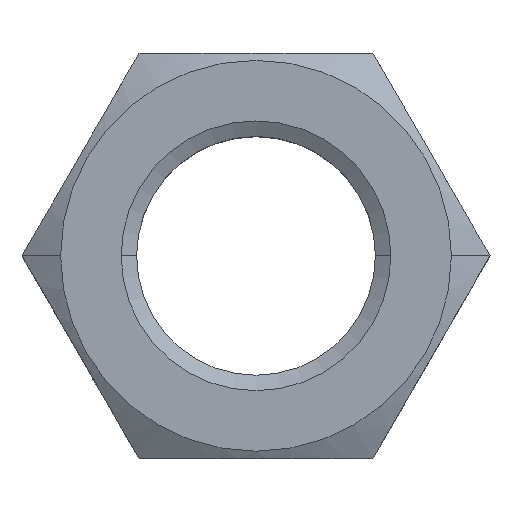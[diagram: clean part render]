
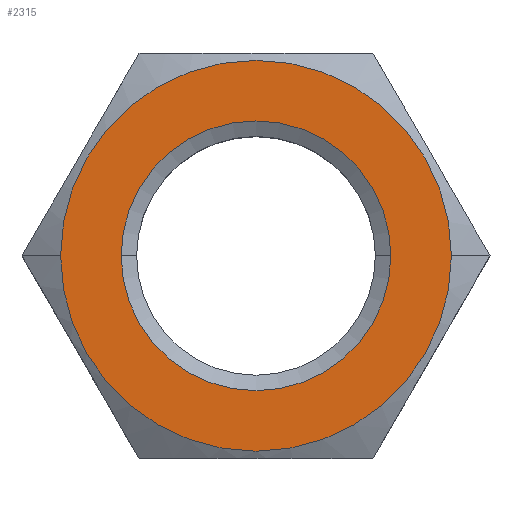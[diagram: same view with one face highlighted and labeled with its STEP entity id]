
A CAD part, top view. The second image highlights one B-rep face of the part: STEP entity #2315.
In plain terms, the highlighted planar face has unit normal (0, 0, 1).
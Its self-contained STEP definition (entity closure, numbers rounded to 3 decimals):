
#30 = ORIENTED_EDGE ( 'NONE', *, *, #1085, .F. ) ;
#66 = DIRECTION ( 'NONE',  ( -1., 0., 0. ) ) ;
#181 = CIRCLE ( 'NONE', #1613, 6.988 ) ;
#396 = DIRECTION ( 'NONE',  ( 1., 0., 0. ) ) ;
#500 = DIRECTION ( 'NONE',  ( 0., 0., -1. ) ) ;
#659 = VERTEX_POINT ( 'NONE', #930 ) ;
#723 = ORIENTED_EDGE ( 'NONE', *, *, #1525, .F. ) ;
#930 = CARTESIAN_POINT ( 'NONE',  ( -6.988, 0., 0. ) ) ;
#931 = AXIS2_PLACEMENT_3D ( 'NONE', #1842, #1053, #396 ) ;
#953 = ORIENTED_EDGE ( 'NONE', *, *, #1836, .T. ) ;
#1021 = DIRECTION ( 'NONE',  ( 0., 0., -1. ) ) ;
#1031 = CARTESIAN_POINT ( 'NONE',  ( -10.125, 0., 0. ) ) ;
#1053 = DIRECTION ( 'NONE',  ( 0., 0., 1. ) ) ;
#1068 = DIRECTION ( 'NONE',  ( 1., 0., 0. ) ) ;
#1085 = EDGE_CURVE ( 'NONE', #1730, #1990, #1830, .T. ) ;
#1131 = CARTESIAN_POINT ( 'NONE',  ( 0., 0., 0. ) ) ;
#1135 = EDGE_LOOP ( 'NONE', ( #723, #30 ) ) ;
#1175 = AXIS2_PLACEMENT_3D ( 'NONE', #1131, #1305, #66 ) ;
#1177 = EDGE_LOOP ( 'NONE', ( #1198, #953 ) ) ;
#1198 = ORIENTED_EDGE ( 'NONE', *, *, #2165, .T. ) ;
#1247 = AXIS2_PLACEMENT_3D ( 'NONE', #1414, #1472, #1874 ) ;
#1305 = DIRECTION ( 'NONE',  ( 0., 0., -1. ) ) ;
#1414 = CARTESIAN_POINT ( 'NONE',  ( 0., 0., 0. ) ) ;
#1472 = DIRECTION ( 'NONE',  ( 0., 0., -1. ) ) ;
#1525 = EDGE_CURVE ( 'NONE', #1990, #1730, #1607, .T. ) ;
#1581 = CARTESIAN_POINT ( 'NONE',  ( 0., 0., 0. ) ) ;
#1607 = CIRCLE ( 'NONE', #1175, 10.125 ) ;
#1613 = AXIS2_PLACEMENT_3D ( 'NONE', #2267, #1021, #1068 ) ;
#1730 = VERTEX_POINT ( 'NONE', #1938 ) ;
#1830 = CIRCLE ( 'NONE', #1945, 10.125 ) ;
#1831 = VERTEX_POINT ( 'NONE', #2379 ) ;
#1836 = EDGE_CURVE ( 'NONE', #659, #1831, #1882, .T. ) ;
#1842 = CARTESIAN_POINT ( 'NONE',  ( 6.062, -10.5, 0. ) ) ;
#1874 = DIRECTION ( 'NONE',  ( 1., 0., 0. ) ) ;
#1882 = CIRCLE ( 'NONE', #1247, 6.988 ) ;
#1938 = CARTESIAN_POINT ( 'NONE',  ( 10.125, 0., 0. ) ) ;
#1945 = AXIS2_PLACEMENT_3D ( 'NONE', #1581, #500, #1974 ) ;
#1958 = FACE_BOUND ( 'NONE', #1177, .T. ) ;
#1974 = DIRECTION ( 'NONE',  ( -1., 0., 0. ) ) ;
#1990 = VERTEX_POINT ( 'NONE', #1031 ) ;
#2165 = EDGE_CURVE ( 'NONE', #1831, #659, #181, .T. ) ;
#2255 = PLANE ( 'NONE',  #931 ) ;
#2267 = CARTESIAN_POINT ( 'NONE',  ( 0., 0., 0. ) ) ;
#2315 = ADVANCED_FACE ( 'NONE', ( #1958, #2397 ), #2255, .T. ) ;
#2379 = CARTESIAN_POINT ( 'NONE',  ( 6.988, 0., 0. ) ) ;
#2397 = FACE_OUTER_BOUND ( 'NONE', #1135, .T. ) ;
